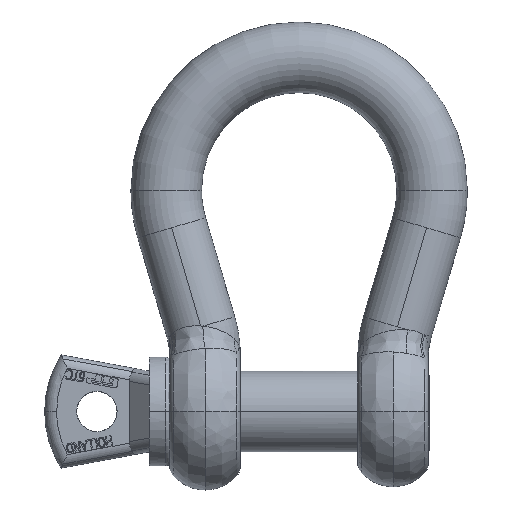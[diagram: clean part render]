
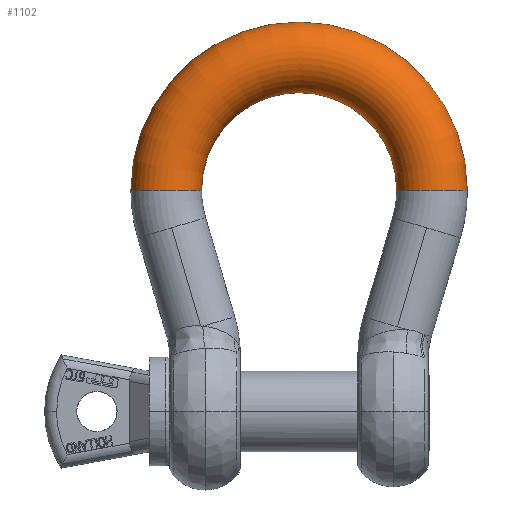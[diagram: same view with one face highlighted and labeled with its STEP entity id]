
A CAD part, top view. The second image highlights one B-rep face of the part: STEP entity #1102.
In plain terms, the highlighted toroidal (fillet/blend) face has major radius 94 mm and minor radius 25 mm.
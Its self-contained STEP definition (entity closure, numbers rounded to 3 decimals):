
#1102=ADVANCED_FACE('',(#2689),#2690,.T.);
#2689=FACE_OUTER_BOUND('',#6306,.T.);
#2690=TOROIDAL_SURFACE('',#6307,94.0,25.0);
#6306=EDGE_LOOP('',(#11461,#11462,#11463,#11464));
#6307=AXIS2_PLACEMENT_3D('',#11465,#11466,#11467);
#11461=ORIENTED_EDGE('',*,*,#16736,.F.);
#11462=ORIENTED_EDGE('',*,*,#16295,.T.);
#11463=ORIENTED_EDGE('',*,*,#16737,.F.);
#11464=ORIENTED_EDGE('',*,*,#16738,.T.);
#11465=CARTESIAN_POINT('',(0.0,156.5,0.0));
#11466=DIRECTION('',(0.0,0.0,-1.0));
#11467=DIRECTION('',(-1.0,0.0,0.0));
#16295=EDGE_CURVE('',#19375,#19373,#19376,.T.);
#16736=EDGE_CURVE('',#19375,#19984,#19985,.F.);
#16737=EDGE_CURVE('',#19986,#19373,#19987,.T.);
#16738=EDGE_CURVE('',#19986,#19984,#19988,.F.);
#19373=VERTEX_POINT('',#25172);
#19375=VERTEX_POINT('',#25174);
#19376=CIRCLE('',#25175,25.0);
#19984=VERTEX_POINT('',#26514);
#19985=CIRCLE('',#26515,69.0);
#19986=VERTEX_POINT('',#26516);
#19987=CIRCLE('',#26517,119.0);
#19988=CIRCLE('',#26518,25.0);
#25172=CARTESIAN_POINT('',(119.0,156.5,0.0));
#25174=CARTESIAN_POINT('',(69.0,156.5,0.));
#25175=AXIS2_PLACEMENT_3D('',#33955,#33956,#33957);
#26514=CARTESIAN_POINT('',(-69.0,156.5,0.));
#26515=AXIS2_PLACEMENT_3D('',#34055,#34056,#34057);
#26516=CARTESIAN_POINT('',(-119.0,156.5,0.0));
#26517=AXIS2_PLACEMENT_3D('',#34058,#34059,#34060);
#26518=AXIS2_PLACEMENT_3D('',#34061,#34062,#34063);
#33955=CARTESIAN_POINT('',(94.0,156.5,0.0));
#33956=DIRECTION('',(0.,1.0,0.0));
#33957=DIRECTION('',(1.0,0.,0.0));
#34055=CARTESIAN_POINT('',(0.0,156.5,0.));
#34056=DIRECTION('',(0.0,0.0,-1.0));
#34057=DIRECTION('',(1.0,0.0,0.0));
#34058=CARTESIAN_POINT('',(0.0,156.5,0.));
#34059=DIRECTION('',(0.0,0.0,-1.0));
#34060=DIRECTION('',(1.0,0.0,0.0));
#34061=CARTESIAN_POINT('',(-94.0,156.5,0.0));
#34062=DIRECTION('',(0.0,-1.0,0.0));
#34063=DIRECTION('',(1.0,0.0,0.0));
